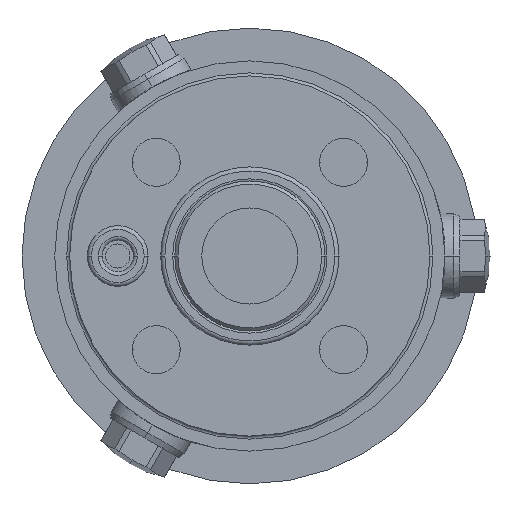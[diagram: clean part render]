
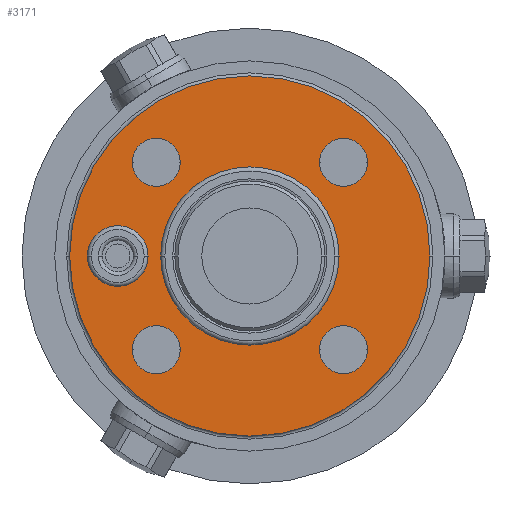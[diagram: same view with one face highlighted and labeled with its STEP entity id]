
A CAD part, front view. The second image highlights one B-rep face of the part: STEP entity #3171.
In plain terms, the highlighted planar face has unit normal (0, -1, 0).
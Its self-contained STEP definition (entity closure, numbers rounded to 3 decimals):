
#610=CARTESIAN_POINT('',(0.,0.,0.));
#611=DIRECTION('',(0.,1.,0.));
#612=DIRECTION('',(1.,0.,0.));
#613=AXIS2_PLACEMENT_3D('',#610,#611,#612);
#625=CARTESIAN_POINT('',(0.,0.,0.));
#626=DIRECTION('',(0.,-1.,0.));
#627=DIRECTION('',(1.,0.,0.));
#628=AXIS2_PLACEMENT_3D('',#625,#626,#627);
#656=CARTESIAN_POINT('',(15.6,0.,15.6));
#657=DIRECTION('',(0.,-1.,0.));
#658=DIRECTION('',(-1.,0.,0.));
#659=AXIS2_PLACEMENT_3D('',#656,#657,#658);
#664=CARTESIAN_POINT('',(15.6,0.,15.6));
#665=DIRECTION('',(0.,-1.,0.));
#666=DIRECTION('',(1.,0.,0.));
#667=AXIS2_PLACEMENT_3D('',#664,#665,#666);
#672=CARTESIAN_POINT('',(-15.6,0.,15.6));
#673=DIRECTION('',(0.,-1.,0.));
#674=DIRECTION('',(-1.,0.,0.));
#675=AXIS2_PLACEMENT_3D('',#672,#673,#674);
#680=CARTESIAN_POINT('',(-15.6,0.,15.6));
#681=DIRECTION('',(0.,-1.,0.));
#682=DIRECTION('',(1.,0.,0.));
#683=AXIS2_PLACEMENT_3D('',#680,#681,#682);
#688=CARTESIAN_POINT('',(15.6,0.,-15.6));
#689=DIRECTION('',(0.,-1.,0.));
#690=DIRECTION('',(-1.,0.,0.));
#691=AXIS2_PLACEMENT_3D('',#688,#689,#690);
#696=CARTESIAN_POINT('',(15.6,0.,-15.6));
#697=DIRECTION('',(0.,-1.,0.));
#698=DIRECTION('',(1.,0.,0.));
#699=AXIS2_PLACEMENT_3D('',#696,#697,#698);
#704=CARTESIAN_POINT('',(-15.6,0.,-15.6));
#705=DIRECTION('',(0.,-1.,0.));
#706=DIRECTION('',(-1.,0.,0.));
#707=AXIS2_PLACEMENT_3D('',#704,#705,#706);
#712=CARTESIAN_POINT('',(-15.6,0.,-15.6));
#713=DIRECTION('',(0.,-1.,0.));
#714=DIRECTION('',(1.,0.,0.));
#715=AXIS2_PLACEMENT_3D('',#712,#713,#714);
#736=CARTESIAN_POINT('',(-22.,0.,0.));
#737=DIRECTION('',(0.,1.,0.));
#738=DIRECTION('',(1.,0.,0.));
#739=AXIS2_PLACEMENT_3D('',#736,#737,#738);
#744=CARTESIAN_POINT('',(-22.,0.,0.));
#745=DIRECTION('',(0.,1.,0.));
#746=DIRECTION('',(-1.,0.,0.));
#747=AXIS2_PLACEMENT_3D('',#744,#745,#746);
#752=CARTESIAN_POINT('',(0.,0.,0.));
#753=DIRECTION('',(0.,1.,0.));
#754=DIRECTION('',(-1.,0.,0.));
#755=AXIS2_PLACEMENT_3D('',#752,#753,#754);
#760=CARTESIAN_POINT('',(0.,0.,0.));
#761=DIRECTION('',(0.,1.,0.));
#762=DIRECTION('',(1.,0.,0.));
#763=AXIS2_PLACEMENT_3D('',#760,#761,#762);
#2382=CARTESIAN_POINT('',(30.,0.,0.));
#2384=VERTEX_POINT('',#2382);
#2406=CARTESIAN_POINT('',(-30.,0.,0.));
#2408=VERTEX_POINT('',#2406);
#2448=CARTESIAN_POINT('',(11.6,0.,15.6));
#2449=CARTESIAN_POINT('',(19.6,0.,15.6));
#2450=VERTEX_POINT('',#2448);
#2451=VERTEX_POINT('',#2449);
#2462=CARTESIAN_POINT('',(-19.6,0.,15.6));
#2463=VERTEX_POINT('',#2462);
#2464=CARTESIAN_POINT('',(-11.6,0.,15.6));
#2465=VERTEX_POINT('',#2464);
#2476=CARTESIAN_POINT('',(11.6,0.,-15.6));
#2477=VERTEX_POINT('',#2476);
#2478=CARTESIAN_POINT('',(19.6,0.,-15.6));
#2479=VERTEX_POINT('',#2478);
#2490=CARTESIAN_POINT('',(-19.6,0.,-15.6));
#2491=VERTEX_POINT('',#2490);
#2492=CARTESIAN_POINT('',(-11.6,0.,-15.6));
#2493=VERTEX_POINT('',#2492);
#2506=CARTESIAN_POINT('',(-17.254,0.,0.));
#2507=CARTESIAN_POINT('',(-26.746,0.,0.));
#2508=VERTEX_POINT('',#2506);
#2509=VERTEX_POINT('',#2507);
#2530=CARTESIAN_POINT('',(-14.15,0.,0.));
#2531=CARTESIAN_POINT('',(14.15,0.,0.));
#2532=VERTEX_POINT('',#2530);
#2533=VERTEX_POINT('',#2531);
#3126=CARTESIAN_POINT('',(0.,0.,0.));
#3127=DIRECTION('',(0.,1.,0.));
#3128=DIRECTION('',(1.,0.,0.));
#3129=AXIS2_PLACEMENT_3D('',#3126,#3127,#3128);
#3130=PLANE('',#3129);
#3131=ORIENTED_EDGE('',*,*,#3108,.T.);
#3132=ORIENTED_EDGE('',*,*,#3119,.F.);
#3133=EDGE_LOOP('',(#3131,#3132));
#3134=FACE_OUTER_BOUND('',#3133,.F.);
#3136=ORIENTED_EDGE('',*,*,#3135,.T.);
#3138=ORIENTED_EDGE('',*,*,#3137,.T.);
#3139=EDGE_LOOP('',(#3136,#3138));
#3140=FACE_BOUND('',#3139,.F.);
#3142=ORIENTED_EDGE('',*,*,#3141,.T.);
#3144=ORIENTED_EDGE('',*,*,#3143,.T.);
#3145=EDGE_LOOP('',(#3142,#3144));
#3146=FACE_BOUND('',#3145,.F.);
#3148=ORIENTED_EDGE('',*,*,#3147,.T.);
#3150=ORIENTED_EDGE('',*,*,#3149,.T.);
#3151=EDGE_LOOP('',(#3148,#3150));
#3152=FACE_BOUND('',#3151,.F.);
#3154=ORIENTED_EDGE('',*,*,#3153,.T.);
#3156=ORIENTED_EDGE('',*,*,#3155,.T.);
#3157=EDGE_LOOP('',(#3154,#3156));
#3158=FACE_BOUND('',#3157,.F.);
#3160=ORIENTED_EDGE('',*,*,#3159,.F.);
#3162=ORIENTED_EDGE('',*,*,#3161,.F.);
#3163=EDGE_LOOP('',(#3160,#3162));
#3164=FACE_BOUND('',#3163,.F.);
#3166=ORIENTED_EDGE('',*,*,#3165,.F.);
#3168=ORIENTED_EDGE('',*,*,#3167,.F.);
#3169=EDGE_LOOP('',(#3166,#3168));
#3170=FACE_BOUND('',#3169,.F.);
#614=CIRCLE('',#613,30.);
#629=CIRCLE('',#628,30.);
#660=CIRCLE('',#659,4.);
#668=CIRCLE('',#667,4.);
#676=CIRCLE('',#675,4.);
#684=CIRCLE('',#683,4.);
#692=CIRCLE('',#691,4.);
#700=CIRCLE('',#699,4.);
#708=CIRCLE('',#707,4.);
#716=CIRCLE('',#715,4.);
#740=CIRCLE('',#739,4.746);
#748=CIRCLE('',#747,4.746);
#756=CIRCLE('',#755,14.15);
#764=CIRCLE('',#763,14.15);
#3108=EDGE_CURVE('',#2384,#2408,#614,.T.);
#3119=EDGE_CURVE('',#2384,#2408,#629,.T.);
#3135=EDGE_CURVE('',#2450,#2451,#660,.T.);
#3137=EDGE_CURVE('',#2451,#2450,#668,.T.);
#3141=EDGE_CURVE('',#2463,#2465,#676,.T.);
#3143=EDGE_CURVE('',#2465,#2463,#684,.T.);
#3147=EDGE_CURVE('',#2477,#2479,#692,.T.);
#3149=EDGE_CURVE('',#2479,#2477,#700,.T.);
#3153=EDGE_CURVE('',#2491,#2493,#708,.T.);
#3155=EDGE_CURVE('',#2493,#2491,#716,.T.);
#3159=EDGE_CURVE('',#2508,#2509,#740,.T.);
#3161=EDGE_CURVE('',#2509,#2508,#748,.T.);
#3165=EDGE_CURVE('',#2532,#2533,#756,.T.);
#3167=EDGE_CURVE('',#2533,#2532,#764,.T.);
#3171=ADVANCED_FACE('',(#3134,#3140,#3146,#3152,#3158,#3164,#3170),#3130,.F.);
